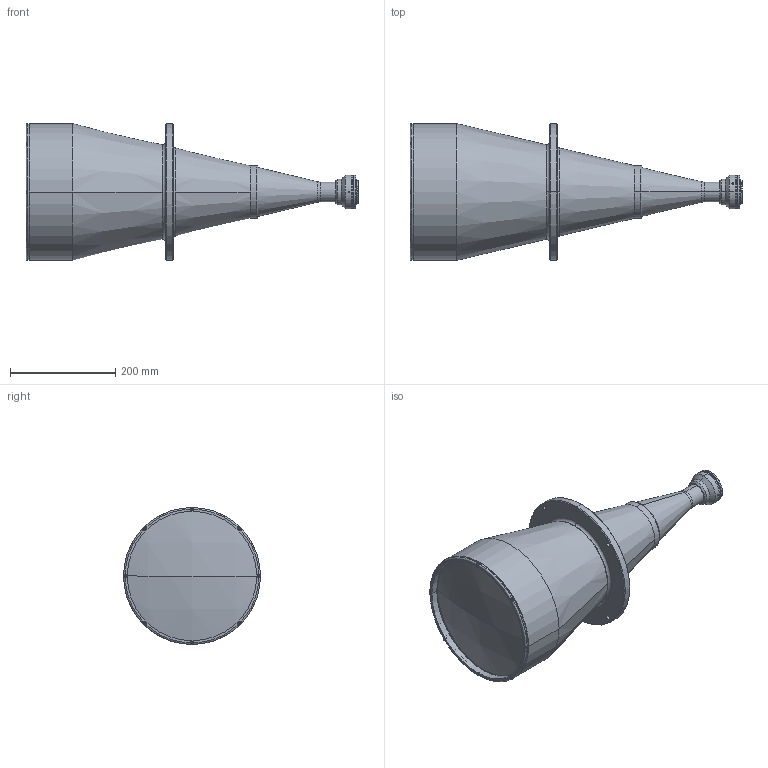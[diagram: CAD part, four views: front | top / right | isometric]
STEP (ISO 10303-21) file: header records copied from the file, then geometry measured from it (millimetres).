
FILE_DESCRIPTION (( 'STEP AP203' ), '1' );
FILE_NAME ('DP71415_TC2MHR192-F.step', '2021-10-04T09:31:51', ( '' ), ( '' ), 'SwSTEP 2.0', 'SolidWorks 2021', '' );
FILE_SCHEMA (( 'CONFIG_CONTROL_DESIGN' ));
Length unit declared in the file: millimetre
Products named in the file (1): DP71415_TC2MHR192-F
Bounding box: 630.55 x 260 x 260 mm (x, y, z)
Surface area: 461984.1 mm2 (no closed solid volume)
Topology: 0 solids, 32 shells, 271 faces, 896 edges, 635 vertices
Faces by surface type: plane 99, cylinder 94, torus 38, cone 36, sphere 4
Entity records: 10288 total; most frequent: CARTESIAN_POINT 2219, DIRECTION 1819, ORIENTED_EDGE 1373, EDGE_CURVE 888, AXIS2_PLACEMENT_3D 695, VERTEX_POINT 635, VECTOR 429, LINE 429
